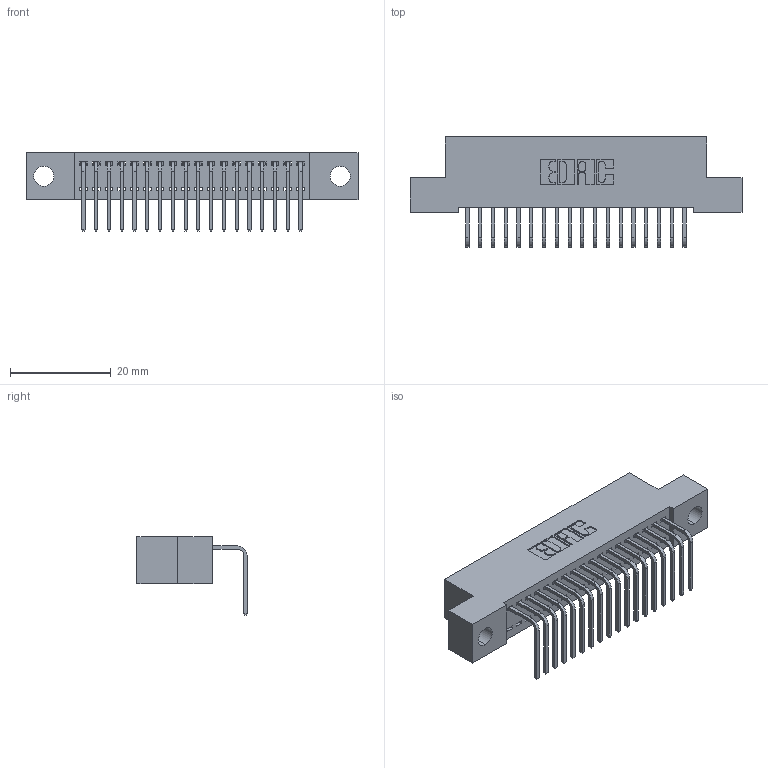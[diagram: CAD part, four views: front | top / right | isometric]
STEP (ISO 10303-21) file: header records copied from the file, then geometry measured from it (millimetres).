
FILE_DESCRIPTION (( 'STEP AP203' ), '1' );
FILE_NAME ('392-018-558-104.STEP', '2018-08-15T04:45:47', ( '' ), ( '' ), 'SwSTEP 2.0', 'SolidWorks 2016', '' );
FILE_SCHEMA (( 'CONFIG_CONTROL_DESIGN' ));
Length unit declared in the file: inch
Products named in the file (3): 342 Part_.156 TH; 345-292-001_558 Tail - 2; 392-018-558-104
Assembly tree (19 placements, depth 2):
  392-018-558-104
    342 Part_.156 TH
    345-292-001_558 Tail - 2  x18
Bounding box: 66.04 x 21.91 x 15.62 mm (x, y, z)
Volume: 5674.9 mm3; surface area: 8044.6 mm2
Topology: 19 solids, 19 shells, 1190 faces, 3575 edges, 2358 vertices
Faces by surface type: plane 858, cylinder 332
Entity records: 14063 total; most frequent: CARTESIAN_POINT 2436, ORIENTED_EDGE 2390, DIRECTION 2103, EDGE_CURVE 1195, LINE 1067, VECTOR 1067, VERTEX_POINT 794, AXIS2_PLACEMENT_3D 518
